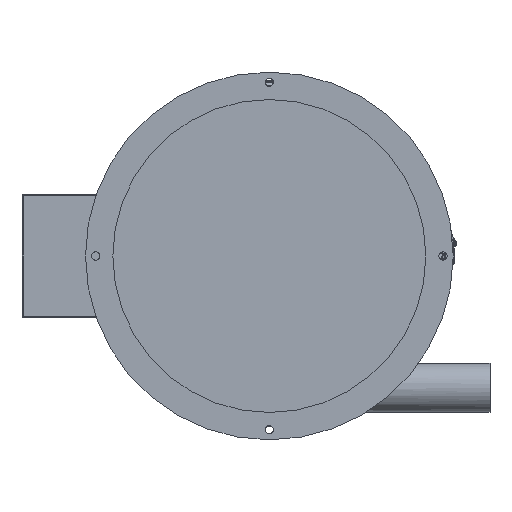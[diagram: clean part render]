
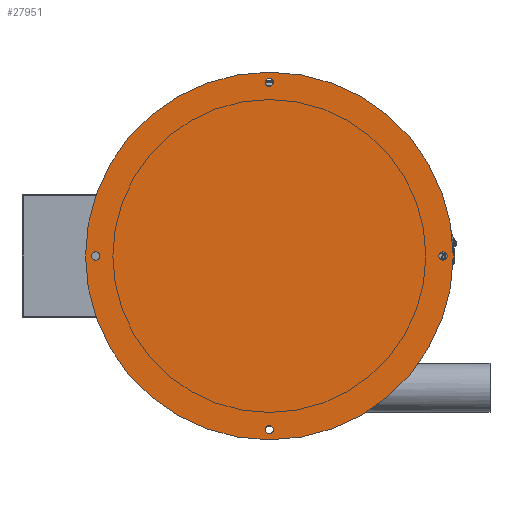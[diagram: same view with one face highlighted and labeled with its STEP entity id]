
A CAD part, front view. The second image highlights one B-rep face of the part: STEP entity #27951.
In plain terms, the highlighted planar face has unit normal (0, -1, 0).
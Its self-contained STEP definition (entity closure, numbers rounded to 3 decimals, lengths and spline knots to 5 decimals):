
#2108=FACE_BOUND('',#6693,.T.);
#2109=FACE_BOUND('',#6694,.T.);
#2110=FACE_BOUND('',#6695,.T.);
#2111=FACE_BOUND('',#6696,.T.);
#3961=FACE_OUTER_BOUND('',#6692,.T.);
#6692=EDGE_LOOP('',(#24499,#24500));
#6693=EDGE_LOOP('',(#24501,#24502));
#6694=EDGE_LOOP('',(#24503,#24504));
#6695=EDGE_LOOP('',(#24505,#24506));
#6696=EDGE_LOOP('',(#24507,#24508));
#8785=CIRCLE('',#31906,0.005);
#8786=CIRCLE('',#31907,0.005);
#8788=CIRCLE('',#31910,0.005);
#8789=CIRCLE('',#31911,0.005);
#8791=CIRCLE('',#31914,0.005);
#8792=CIRCLE('',#31915,0.005);
#8794=CIRCLE('',#31918,0.005);
#8795=CIRCLE('',#31919,0.005);
#8800=CIRCLE('',#31927,0.225);
#8801=CIRCLE('',#31928,0.225);
#13860=VERTEX_POINT('',#52144);
#13861=VERTEX_POINT('',#52146);
#13863=VERTEX_POINT('',#52152);
#13864=VERTEX_POINT('',#52154);
#13866=VERTEX_POINT('',#52160);
#13867=VERTEX_POINT('',#52162);
#13869=VERTEX_POINT('',#52168);
#13870=VERTEX_POINT('',#52170);
#13875=VERTEX_POINT('',#52184);
#13876=VERTEX_POINT('',#52185);
#17441=EDGE_CURVE('',#13861,#13860,#8785,.T.);
#17442=EDGE_CURVE('',#13860,#13861,#8786,.T.);
#17445=EDGE_CURVE('',#13864,#13863,#8788,.T.);
#17446=EDGE_CURVE('',#13863,#13864,#8789,.T.);
#17449=EDGE_CURVE('',#13867,#13866,#8791,.T.);
#17450=EDGE_CURVE('',#13866,#13867,#8792,.T.);
#17453=EDGE_CURVE('',#13870,#13869,#8794,.T.);
#17454=EDGE_CURVE('',#13869,#13870,#8795,.T.);
#17459=EDGE_CURVE('',#13875,#13876,#8800,.T.);
#17460=EDGE_CURVE('',#13876,#13875,#8801,.T.);
#24499=ORIENTED_EDGE('',*,*,#17459,.T.);
#24500=ORIENTED_EDGE('',*,*,#17460,.T.);
#24501=ORIENTED_EDGE('',*,*,#17441,.T.);
#24502=ORIENTED_EDGE('',*,*,#17442,.T.);
#24503=ORIENTED_EDGE('',*,*,#17445,.T.);
#24504=ORIENTED_EDGE('',*,*,#17446,.T.);
#24505=ORIENTED_EDGE('',*,*,#17449,.T.);
#24506=ORIENTED_EDGE('',*,*,#17450,.T.);
#24507=ORIENTED_EDGE('',*,*,#17453,.T.);
#24508=ORIENTED_EDGE('',*,*,#17454,.T.);
#26055=PLANE('',#31929);
#27951=ADVANCED_FACE('',(#3961,#2108,#2109,#2110,#2111),#26055,.T.);
#31906=AXIS2_PLACEMENT_3D('',#52147,#40969,#40970);
#31907=AXIS2_PLACEMENT_3D('',#52148,#40971,#40972);
#31910=AXIS2_PLACEMENT_3D('',#52155,#40978,#40979);
#31911=AXIS2_PLACEMENT_3D('',#52156,#40980,#40981);
#31914=AXIS2_PLACEMENT_3D('',#52163,#40987,#40988);
#31915=AXIS2_PLACEMENT_3D('',#52164,#40989,#40990);
#31918=AXIS2_PLACEMENT_3D('',#52171,#40996,#40997);
#31919=AXIS2_PLACEMENT_3D('',#52172,#40998,#40999);
#31927=AXIS2_PLACEMENT_3D('',#52186,#41014,#41015);
#31928=AXIS2_PLACEMENT_3D('',#52187,#41016,#41017);
#31929=AXIS2_PLACEMENT_3D('',#52189,#41019,#41020);
#40969=DIRECTION('center_axis',(0.,1.,0.));
#40970=DIRECTION('ref_axis',(0.,0.,
-1.));
#40971=DIRECTION('center_axis',(0.,1.,0.));
#40972=DIRECTION('ref_axis',(0.,0.,
-1.));
#40978=DIRECTION('center_axis',(0.,1.,0.));
#40979=DIRECTION('ref_axis',(1.,0.,0.));
#40980=DIRECTION('center_axis',(0.,1.,0.));
#40981=DIRECTION('ref_axis',(1.,0.,0.));
#40987=DIRECTION('center_axis',(0.,1.,0.));
#40988=DIRECTION('ref_axis',(0.,0.,
1.));
#40989=DIRECTION('center_axis',(0.,1.,0.));
#40990=DIRECTION('ref_axis',(0.,0.,
1.));
#40996=DIRECTION('center_axis',(0.,1.,0.));
#40997=DIRECTION('ref_axis',(-1.,0.,0.));
#40998=DIRECTION('center_axis',(0.,1.,0.));
#40999=DIRECTION('ref_axis',(-1.,0.,0.));
#41014=DIRECTION('center_axis',(0.,-1.,0.));
#41015=DIRECTION('ref_axis',(-1.,0.,0.));
#41016=DIRECTION('center_axis',(0.,-1.,0.));
#41017=DIRECTION('ref_axis',(-1.,0.,0.));
#41019=DIRECTION('center_axis',(0.,-1.,0.));
#41020=DIRECTION('ref_axis',(0.,0.,
1.));
#52144=CARTESIAN_POINT('',(0.2125,0.,0.005));
#52146=CARTESIAN_POINT('',(0.2125,0.,-0.005));
#52147=CARTESIAN_POINT('Origin',(0.2125,0.,
0.));
#52148=CARTESIAN_POINT('Origin',(0.2125,0.,
0.));
#52152=CARTESIAN_POINT('',(-0.005,0.,0.2125));
#52154=CARTESIAN_POINT('',(0.005,0.,0.2125));
#52155=CARTESIAN_POINT('Origin',(0.,0.,
0.2125));
#52156=CARTESIAN_POINT('Origin',(0.,0.,
0.2125));
#52160=CARTESIAN_POINT('',(-0.2125,0.,-0.005));
#52162=CARTESIAN_POINT('',(-0.2125,0.,0.005));
#52163=CARTESIAN_POINT('Origin',(-0.2125,0.,
0.));
#52164=CARTESIAN_POINT('Origin',(-0.2125,0.,
0.));
#52168=CARTESIAN_POINT('',(0.005,0.,-0.2125));
#52170=CARTESIAN_POINT('',(-0.005,0.,-0.2125));
#52171=CARTESIAN_POINT('Origin',(0.,0.,
-0.2125));
#52172=CARTESIAN_POINT('Origin',(0.,0.,
-0.2125));
#52184=CARTESIAN_POINT('',(-0.225,0.,0.));
#52185=CARTESIAN_POINT('',(0.225,0.,0.));
#52186=CARTESIAN_POINT('Origin',(0.,0.,
0.));
#52187=CARTESIAN_POINT('Origin',(0.,0.,
0.));
#52189=CARTESIAN_POINT('Origin',(-0.2075,0.,
0.));
